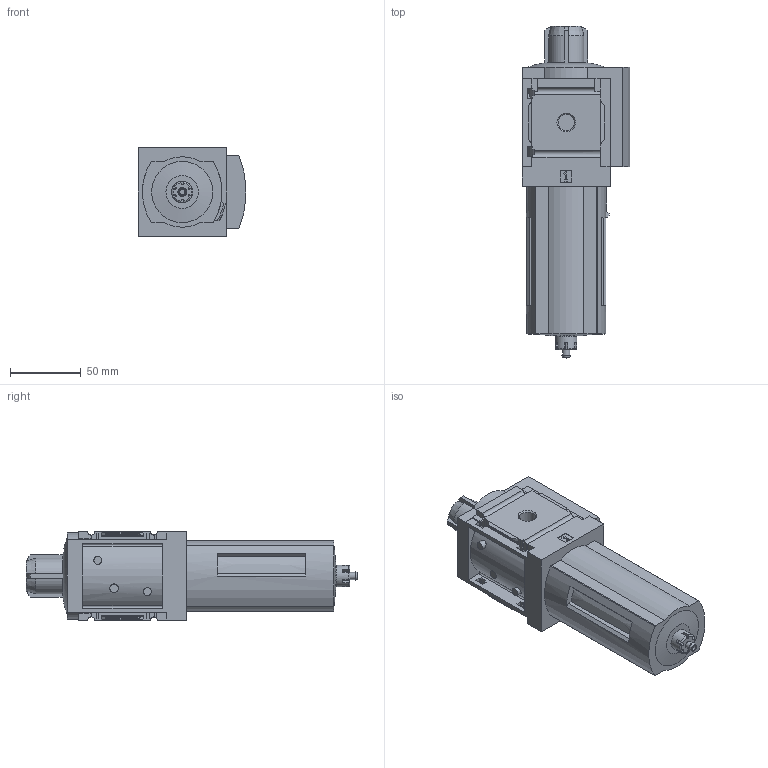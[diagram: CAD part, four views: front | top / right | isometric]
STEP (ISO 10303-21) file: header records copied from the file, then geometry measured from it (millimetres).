
FILE_DESCRIPTION(/* description */ ('STEP AP214'),/* implementation_level */ '2;1');
FILE_NAME(/* name */ '536833_MS6-LFM-1_4-BRM-DA',/* time_stamp */ '2024-09-10T16:52:20+02:00',/* author */ ('License CC BY-ND 4.0'),/* organization */ ('CADENAS'),/* preprocessor_version */ 'ST-DEVELOPER v19.3',/* originating_system */ 'PARTsolutions',/* authorisation */ ' ');
FILE_SCHEMA (('AUTOMOTIVE_DESIGN {1 0 10303 214 3 1 1}'));
Length unit declared in the file: millimetre
Products named in the file (3): 536833 MS6-LFM-1/4-BRM-DA; 527670 MS6-LFM-1/4-BRM-DA0D; KOND MS6-1-1
Assembly tree (2 placements, depth 2):
  536833 MS6-LFM-1/4-BRM-DA
    527670 MS6-LFM-1/4-BRM-DA0D
    KOND MS6-1-1
Bounding box: 75.8 x 233.8 x 62 mm (x, y, z)
Volume: 591433.2 mm3; surface area: 58670.2 mm2
Topology: 2 solids, 2 shells, 282 faces, 778 edges, 515 vertices
Faces by surface type: plane 203, cylinder 59, cone 10, torus 9, sphere 1
Full cylindrical faces by diameter (mm): 3.8 x1, 5 x1, 5.5 x2, 10 x1, 11.445 x2, 15 x1
Entity records: 10660 total; most frequent: CARTESIAN_POINT 1702, ORIENTED_EDGE 1512, DIRECTION 1462, EDGE_CURVE 756, LINE 536, VECTOR 536, VERTEX_POINT 509, AXIS2_PLACEMENT_3D 463
